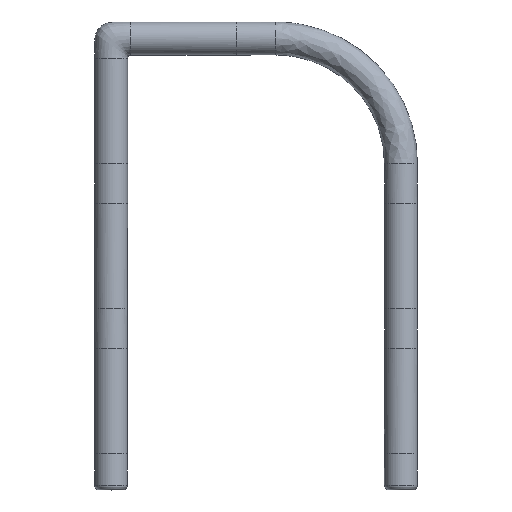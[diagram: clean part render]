
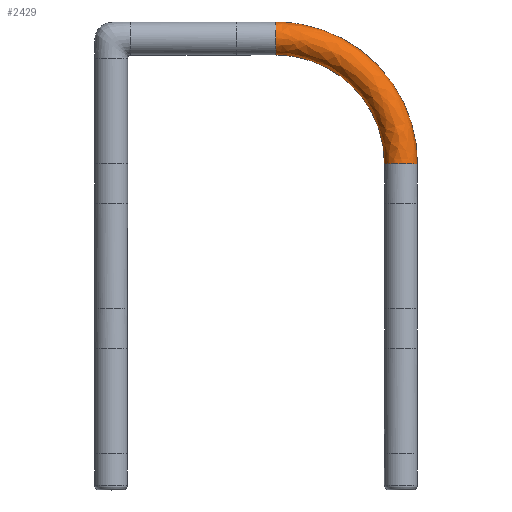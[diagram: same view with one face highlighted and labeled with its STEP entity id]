
A CAD part, top view. The second image highlights one B-rep face of the part: STEP entity #2429.
In plain terms, the highlighted free-form (B-spline) face has degree [2, 2] with [9, 9] control points.
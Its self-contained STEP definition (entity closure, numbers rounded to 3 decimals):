
#59=(
BOUNDED_SURFACE()
B_SPLINE_SURFACE(2,2,((#11762,#11763,#11764,#11765,#11766,#11767,#11768,
#11769,#11770),(#11771,#11772,#11773,#11774,#11775,#11776,#11777,#11778,
#11779),(#11780,#11781,#11782,#11783,#11784,#11785,#11786,#11787,#11788),
(#11789,#11790,#11791,#11792,#11793,#11794,#11795,#11796,#11797),(#11798,
#11799,#11800,#11801,#11802,#11803,#11804,#11805,#11806),(#11807,#11808,
#11809,#11810,#11811,#11812,#11813,#11814,#11815),(#11816,#11817,#11818,
#11819,#11820,#11821,#11822,#11823,#11824),(#11825,#11826,#11827,#11828,
#11829,#11830,#11831,#11832,#11833),(#11834,#11835,#11836,#11837,#11838,
#11839,#11840,#11841,#11842)),.UNSPECIFIED.,.T.,.F.,.F.)
B_SPLINE_SURFACE_WITH_KNOTS((3,2,2,2,3),(3,2,2,2,3),(0.,148.911,
297.823,446.734,595.646),(0.,19.635,
39.27,58.905,78.54),.UNSPECIFIED.)
GEOMETRIC_REPRESENTATION_ITEM()
RATIONAL_B_SPLINE_SURFACE(((1.,0.707,1.,0.707,1.,
0.707,1.,0.707,1.),(0.707,0.5,0.707,
0.5,0.707,0.5,0.707,0.5,0.707),(1.,
0.707,1.,0.707,1.,0.707,1.,0.707,
1.),(0.707,0.5,0.707,0.5,0.707,0.5,
0.707,0.5,0.707),(1.,0.707,1.,0.707,
1.,0.707,1.,0.707,1.),(0.707,0.5,0.707,
0.5,0.707,0.5,0.707,0.5,0.707),(1.,
0.707,1.,0.707,1.,0.707,1.,0.707,
1.),(0.707,0.5,0.707,0.5,0.707,0.5,
0.707,0.5,0.707),(1.,0.707,1.,0.707,
1.,0.707,1.,0.707,1.)))
REPRESENTATION_ITEM('')
SURFACE()
);
#2429=ADVANCED_FACE('',(#2687),#59,.T.);
#2687=FACE_OUTER_BOUND('',#2964,.T.);
#2964=EDGE_LOOP('',(#3565,#3566,#3567,#3568));
#3565=ORIENTED_EDGE('',*,*,#4440,.F.);
#3566=ORIENTED_EDGE('',*,*,#4580,.F.);
#3567=ORIENTED_EDGE('',*,*,#4798,.T.);
#3568=ORIENTED_EDGE('',*,*,#4544,.T.);
#4440=EDGE_CURVE('',#5684,#5685,#5035,.T.);
#4544=EDGE_CURVE('',#5776,#5685,#5081,.T.);
#4580=EDGE_CURVE('',#5777,#5684,#5099,.T.);
#4798=EDGE_CURVE('',#5777,#5776,#5191,.T.);
#5035=(
BOUNDED_CURVE()
B_SPLINE_CURVE(2,(#13888,#13889,#13890,#13891,#13892),.UNSPECIFIED.,.F.,
 .F.)
B_SPLINE_CURVE_WITH_KNOTS((3,2,3),(0.,19.635,39.27),
 .UNSPECIFIED.)
CURVE()
GEOMETRIC_REPRESENTATION_ITEM()
RATIONAL_B_SPLINE_CURVE((1.,0.707,1.,0.707,1.))
REPRESENTATION_ITEM('')
);
#5081=(
BOUNDED_CURVE()
B_SPLINE_CURVE(2,(#14746,#14747,#14748),.UNSPECIFIED.,.F.,.F.)
B_SPLINE_CURVE_WITH_KNOTS((3,3),(148.934,297.801),
 .UNSPECIFIED.)
CURVE()
GEOMETRIC_REPRESENTATION_ITEM()
RATIONAL_B_SPLINE_CURVE((1.,0.707,1.))
REPRESENTATION_ITEM('')
);
#5099=(
BOUNDED_CURVE()
B_SPLINE_CURVE(2,(#15109,#15110,#15111),.UNSPECIFIED.,.F.,.F.)
B_SPLINE_CURVE_WITH_KNOTS((3,3),(-129.227,0.),.UNSPECIFIED.)
CURVE()
GEOMETRIC_REPRESENTATION_ITEM()
RATIONAL_B_SPLINE_CURVE((1.,0.707,1.))
REPRESENTATION_ITEM('')
);
#5191=(
BOUNDED_CURVE()
B_SPLINE_CURVE(2,(#16856,#16857,#16858,#16859,#16860),.UNSPECIFIED.,.F.,
 .F.)
B_SPLINE_CURVE_WITH_KNOTS((3,2,3),(-39.27,-19.635,
0.),.UNSPECIFIED.)
CURVE()
GEOMETRIC_REPRESENTATION_ITEM()
RATIONAL_B_SPLINE_CURVE((1.,0.707,1.,0.707,1.))
REPRESENTATION_ITEM('')
);
#5684=VERTEX_POINT('',#13512);
#5685=VERTEX_POINT('',#13513);
#5776=VERTEX_POINT('',#13604);
#5777=VERTEX_POINT('',#13605);
#11762=CARTESIAN_POINT('',(17.725,234.95,0.));
#11763=CARTESIAN_POINT('',(17.725,234.95,-12.5));
#11764=CARTESIAN_POINT('',(30.225,234.95,-12.5));
#11765=CARTESIAN_POINT('',(42.725,234.95,-12.5));
#11766=CARTESIAN_POINT('',(42.725,234.95,0.));
#11767=CARTESIAN_POINT('',(42.725,234.95,12.5));
#11768=CARTESIAN_POINT('',(30.225,234.95,12.5));
#11769=CARTESIAN_POINT('',(17.725,234.95,12.5));
#11770=CARTESIAN_POINT('',(17.725,234.95,0.));
#11771=CARTESIAN_POINT('',(17.725,342.25,0.));
#11772=CARTESIAN_POINT('',(17.725,342.25,-12.5));
#11773=CARTESIAN_POINT('',(30.225,329.75,-12.5));
#11774=CARTESIAN_POINT('',(42.725,317.25,-12.5));
#11775=CARTESIAN_POINT('',(42.725,317.25,0.));
#11776=CARTESIAN_POINT('',(42.725,317.25,12.5));
#11777=CARTESIAN_POINT('',(30.225,329.75,12.5));
#11778=CARTESIAN_POINT('',(17.725,342.25,12.5));
#11779=CARTESIAN_POINT('',(17.725,342.25,0.));
#11780=CARTESIAN_POINT('',(125.025,342.25,0.));
#11781=CARTESIAN_POINT('',(125.025,342.25,-12.5));
#11782=CARTESIAN_POINT('',(125.025,329.75,-12.5));
#11783=CARTESIAN_POINT('',(125.025,317.25,-12.5));
#11784=CARTESIAN_POINT('',(125.025,317.25,0.));
#11785=CARTESIAN_POINT('',(125.025,317.25,12.5));
#11786=CARTESIAN_POINT('',(125.025,329.75,12.5));
#11787=CARTESIAN_POINT('',(125.025,342.25,12.5));
#11788=CARTESIAN_POINT('',(125.025,342.25,0.));
#11789=CARTESIAN_POINT('',(232.325,342.25,0.));
#11790=CARTESIAN_POINT('',(232.325,342.25,-12.5));
#11791=CARTESIAN_POINT('',(219.825,329.75,-12.5));
#11792=CARTESIAN_POINT('',(207.325,317.25,-12.5));
#11793=CARTESIAN_POINT('',(207.325,317.25,0.));
#11794=CARTESIAN_POINT('',(207.325,317.25,12.5));
#11795=CARTESIAN_POINT('',(219.825,329.75,12.5));
#11796=CARTESIAN_POINT('',(232.325,342.25,12.5));
#11797=CARTESIAN_POINT('',(232.325,342.25,0.));
#11798=CARTESIAN_POINT('',(232.325,234.95,0.));
#11799=CARTESIAN_POINT('',(232.325,234.95,-12.5));
#11800=CARTESIAN_POINT('',(219.825,234.95,-12.5));
#11801=CARTESIAN_POINT('',(207.325,234.95,-12.5));
#11802=CARTESIAN_POINT('',(207.325,234.95,0.));
#11803=CARTESIAN_POINT('',(207.325,234.95,12.5));
#11804=CARTESIAN_POINT('',(219.825,234.95,12.5));
#11805=CARTESIAN_POINT('',(232.325,234.95,12.5));
#11806=CARTESIAN_POINT('',(232.325,234.95,0.));
#11807=CARTESIAN_POINT('',(232.325,127.65,0.));
#11808=CARTESIAN_POINT('',(232.325,127.65,-12.5));
#11809=CARTESIAN_POINT('',(219.825,140.15,-12.5));
#11810=CARTESIAN_POINT('',(207.325,152.65,-12.5));
#11811=CARTESIAN_POINT('',(207.325,152.65,0.));
#11812=CARTESIAN_POINT('',(207.325,152.65,12.5));
#11813=CARTESIAN_POINT('',(219.825,140.15,12.5));
#11814=CARTESIAN_POINT('',(232.325,127.65,12.5));
#11815=CARTESIAN_POINT('',(232.325,127.65,0.));
#11816=CARTESIAN_POINT('',(125.025,127.65,0.));
#11817=CARTESIAN_POINT('',(125.025,127.65,-12.5));
#11818=CARTESIAN_POINT('',(125.025,140.15,-12.5));
#11819=CARTESIAN_POINT('',(125.025,152.65,-12.5));
#11820=CARTESIAN_POINT('',(125.025,152.65,0.));
#11821=CARTESIAN_POINT('',(125.025,152.65,12.5));
#11822=CARTESIAN_POINT('',(125.025,140.15,12.5));
#11823=CARTESIAN_POINT('',(125.025,127.65,12.5));
#11824=CARTESIAN_POINT('',(125.025,127.65,0.));
#11825=CARTESIAN_POINT('',(17.725,127.65,0.));
#11826=CARTESIAN_POINT('',(17.725,127.65,-12.5));
#11827=CARTESIAN_POINT('',(30.225,140.15,-12.5));
#11828=CARTESIAN_POINT('',(42.725,152.65,-12.5));
#11829=CARTESIAN_POINT('',(42.725,152.65,0.));
#11830=CARTESIAN_POINT('',(42.725,152.65,12.5));
#11831=CARTESIAN_POINT('',(30.225,140.15,12.5));
#11832=CARTESIAN_POINT('',(17.725,127.65,12.5));
#11833=CARTESIAN_POINT('',(17.725,127.65,0.));
#11834=CARTESIAN_POINT('',(17.725,234.95,0.));
#11835=CARTESIAN_POINT('',(17.725,234.95,-12.5));
#11836=CARTESIAN_POINT('',(30.225,234.95,-12.5));
#11837=CARTESIAN_POINT('',(42.725,234.95,-12.5));
#11838=CARTESIAN_POINT('',(42.725,234.95,0.));
#11839=CARTESIAN_POINT('',(42.725,234.95,12.5));
#11840=CARTESIAN_POINT('',(30.225,234.95,12.5));
#11841=CARTESIAN_POINT('',(17.725,234.95,12.5));
#11842=CARTESIAN_POINT('',(17.725,234.95,0.));
#13512=CARTESIAN_POINT('',(124.975,317.25,0.));
#13513=CARTESIAN_POINT('',(124.975,342.25,0.));
#13604=CARTESIAN_POINT('',(232.325,234.9,0.));
#13605=CARTESIAN_POINT('',(207.325,234.9,0.));
#13888=CARTESIAN_POINT('',(124.975,317.25,0.));
#13889=CARTESIAN_POINT('',(124.975,317.25,12.5));
#13890=CARTESIAN_POINT('',(124.975,329.75,12.5));
#13891=CARTESIAN_POINT('',(124.975,342.25,12.5));
#13892=CARTESIAN_POINT('',(124.975,342.25,0.));
#14746=CARTESIAN_POINT('',(232.325,234.9,0.));
#14747=CARTESIAN_POINT('',(232.3,342.225,0.));
#14748=CARTESIAN_POINT('',(124.975,342.25,0.));
#15109=CARTESIAN_POINT('',(207.325,234.9,0.));
#15110=CARTESIAN_POINT('',(207.3,317.225,0.));
#15111=CARTESIAN_POINT('',(124.975,317.25,0.));
#16856=CARTESIAN_POINT('',(207.325,234.9,0.));
#16857=CARTESIAN_POINT('',(207.325,234.9,12.5));
#16858=CARTESIAN_POINT('',(219.825,234.9,12.5));
#16859=CARTESIAN_POINT('',(232.325,234.9,12.5));
#16860=CARTESIAN_POINT('',(232.325,234.9,0.));
